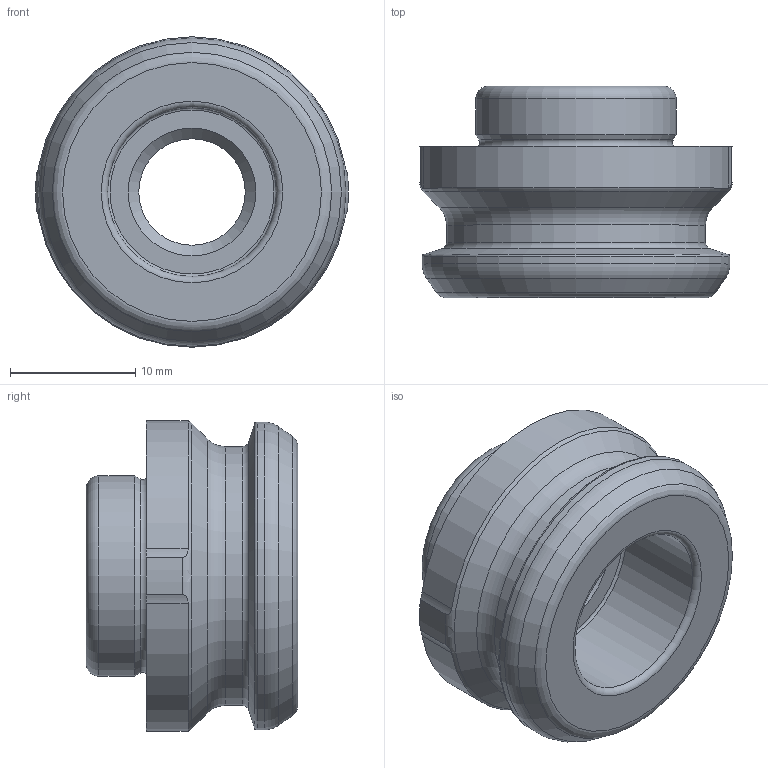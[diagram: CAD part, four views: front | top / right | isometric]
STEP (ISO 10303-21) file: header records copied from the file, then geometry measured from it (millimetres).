
FILE_DESCRIPTION (( 'STEP AP214' ), '1' );
FILE_NAME ('STARK_7000 104_B.STEP', '2021-05-17T11:03:28', ( '' ), ( '' ), 'SwSTEP 2.0', 'SolidWorks 2019', '' );
FILE_SCHEMA (( 'AUTOMOTIVE_DESIGN' ));
Length unit declared in the file: millimetre
Products named in the file (1): STARK_7000 104_B
Bounding box: 24.98 x 16.9 x 24.8 mm (x, y, z)
Volume: 4325.4 mm3; surface area: 2596.6 mm2
Topology: 1 solids, 1 shells, 39 faces, 85 edges, 50 vertices
Faces by surface type: cylinder 15, torus 11, cone 9, plane 4
Full cylindrical faces by diameter (mm): 2.5 x1, 8.5 x1, 10.3 x1, 13.5 x1, 16 x1, 20.7 x1, 24.6 x1
Entity records: 952 total; most frequent: CARTESIAN_POINT 172, DIRECTION 172, ORIENTED_EDGE 108, AXIS2_PLACEMENT_3D 82, EDGE_LOOP 70, FACE_OUTER_BOUND 57, EDGE_CURVE 54, VERTEX_POINT 46
